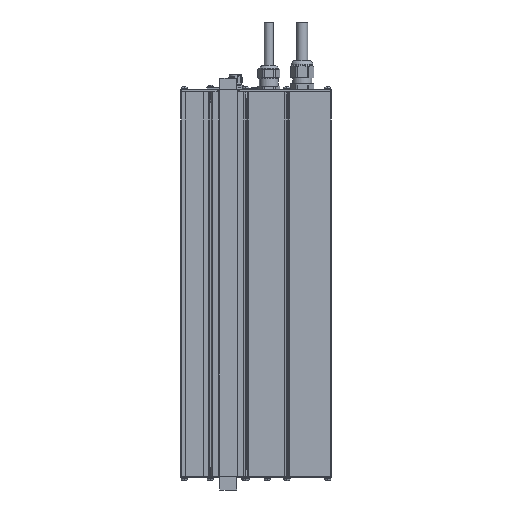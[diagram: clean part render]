
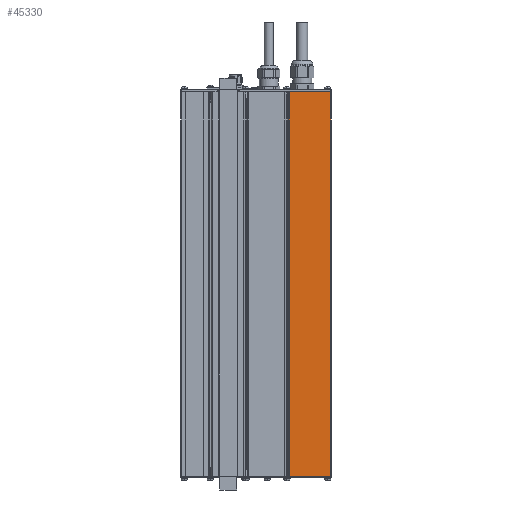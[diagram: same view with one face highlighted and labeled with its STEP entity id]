
A CAD part, front view. The second image highlights one B-rep face of the part: STEP entity #45330.
In plain terms, the highlighted face is planar.
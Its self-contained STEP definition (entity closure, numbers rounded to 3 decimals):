
#7025 = CARTESIAN_POINT ( 'NONE',  ( -29.771, 26.5, 172.5 ) ) ;
#13604 = EDGE_CURVE ( 'NONE', #26871, #109040, #70981, .T. ) ;
#16801 = VERTEX_POINT ( 'NONE', #112029 ) ;
#19982 = EDGE_LOOP ( 'NONE', ( #40953, #102858, #95912, #61378 ) ) ;
#26871 = VERTEX_POINT ( 'NONE', #7025 ) ;
#32573 = CARTESIAN_POINT ( 'NONE',  ( 67.5, 26.5, 172.5 ) ) ;
#39469 = DIRECTION ( 'NONE',  ( -1., 0., 0. ) ) ;
#40953 = ORIENTED_EDGE ( 'NONE', *, *, #13604, .F. ) ;
#42206 = CARTESIAN_POINT ( 'NONE',  ( 67.5, 26.5, 172.5 ) ) ;
#45330 = ADVANCED_FACE ( 'NONE', ( #97113 ), #89604, .F. ) ;
#47954 = LINE ( 'NONE', #115565, #75805 ) ;
#49471 = LINE ( 'NONE', #105875, #85627 ) ;
#49506 = DIRECTION ( 'NONE',  ( 0., -1., 0. ) ) ;
#53847 = EDGE_CURVE ( 'NONE', #86956, #16801, #49471, .T. ) ;
#60781 = VECTOR ( 'NONE', #123432, 1000. ) ;
#61378 = ORIENTED_EDGE ( 'NONE', *, *, #97050, .T. ) ;
#68436 = VECTOR ( 'NONE', #91033, 1000. ) ;
#70981 = LINE ( 'NONE', #42206, #68436 ) ;
#75220 = LINE ( 'NONE', #84636, #60781 ) ;
#75805 = VECTOR ( 'NONE', #106214, 1000. ) ;
#83665 = AXIS2_PLACEMENT_3D ( 'NONE', #32573, #49506, #88346 ) ;
#84636 = CARTESIAN_POINT ( 'NONE',  ( -67.25, 26.5, 172.5 ) ) ;
#85627 = VECTOR ( 'NONE', #39469, 1000. ) ;
#86956 = VERTEX_POINT ( 'NONE', #97423 ) ;
#88346 = DIRECTION ( 'NONE',  ( 1., 0., 0. ) ) ;
#89604 = PLANE ( 'NONE',  #83665 ) ;
#91033 = DIRECTION ( 'NONE',  ( -1., 0., 0. ) ) ;
#95912 = ORIENTED_EDGE ( 'NONE', *, *, #53847, .T. ) ;
#97050 = EDGE_CURVE ( 'NONE', #16801, #109040, #75220, .T. ) ;
#97113 = FACE_OUTER_BOUND ( 'NONE', #19982, .T. ) ;
#97423 = CARTESIAN_POINT ( 'NONE',  ( -29.771, 26.5, -172.5 ) ) ;
#102858 = ORIENTED_EDGE ( 'NONE', *, *, #111391, .T. ) ;
#105875 = CARTESIAN_POINT ( 'NONE',  ( 67.5, 26.5, -172.5 ) ) ;
#106214 = DIRECTION ( 'NONE',  ( 0., 0., -1. ) ) ;
#109040 = VERTEX_POINT ( 'NONE', #121539 ) ;
#111391 = EDGE_CURVE ( 'NONE', #26871, #86956, #47954, .T. ) ;
#112029 = CARTESIAN_POINT ( 'NONE',  ( -67.25, 26.5, -172.5 ) ) ;
#115565 = CARTESIAN_POINT ( 'NONE',  ( -29.771, 26.5, 172.5 ) ) ;
#121539 = CARTESIAN_POINT ( 'NONE',  ( -67.25, 26.5, 172.5 ) ) ;
#123432 = DIRECTION ( 'NONE',  ( 0., 0., 1. ) ) ;
